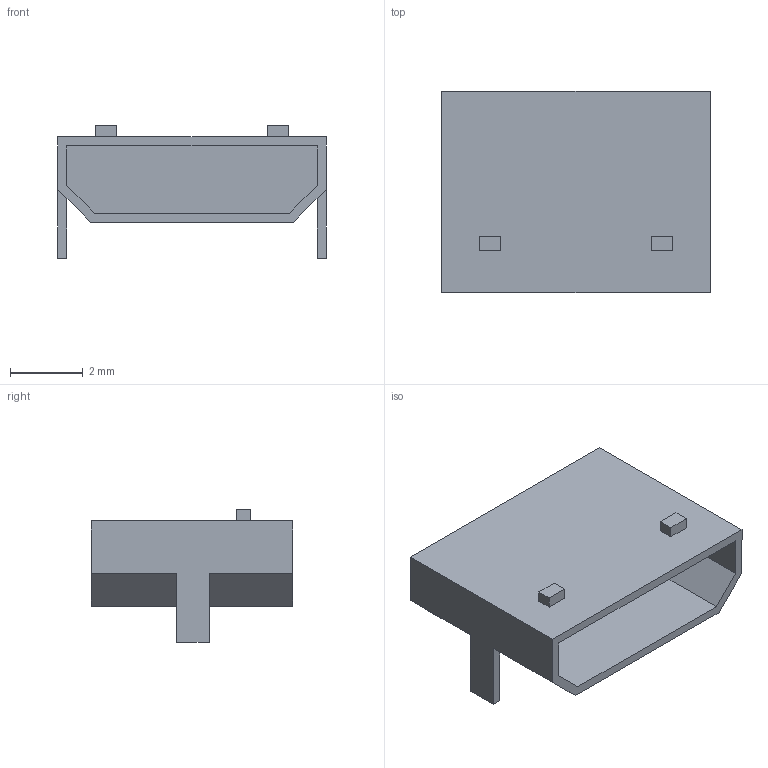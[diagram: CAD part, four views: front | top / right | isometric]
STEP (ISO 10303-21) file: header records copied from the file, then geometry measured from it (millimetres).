
FILE_DESCRIPTION (( 'STEP AP203' ), '1' );
FILE_NAME ('usb3076.STEP', '2015-03-21T17:35:56', ( '' ), ( '' ), 'SwSTEP 2.0', 'SolidWorks 2013', '' );
FILE_SCHEMA (( 'CONFIG_CONTROL_DESIGN' ));
Length unit declared in the file: millimetre
Products named in the file (1): usb3076
Bounding box: 7.4 x 5.55 x 3.66 mm (x, y, z)
Volume: 50.3 mm3; surface area: 202.9 mm2
Topology: 1 solids, 1 shells, 33 faces, 84 edges, 56 vertices
Faces by surface type: plane 33
Entity records: 1055 total; most frequent: CARTESIAN_POINT 174, ORIENTED_EDGE 168, DIRECTION 152, EDGE_CURVE 84, VECTOR 84, LINE 84, VERTEX_POINT 56, EDGE_LOOP 36
